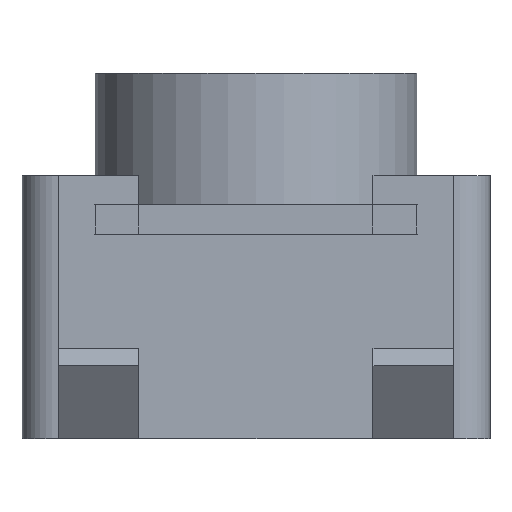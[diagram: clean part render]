
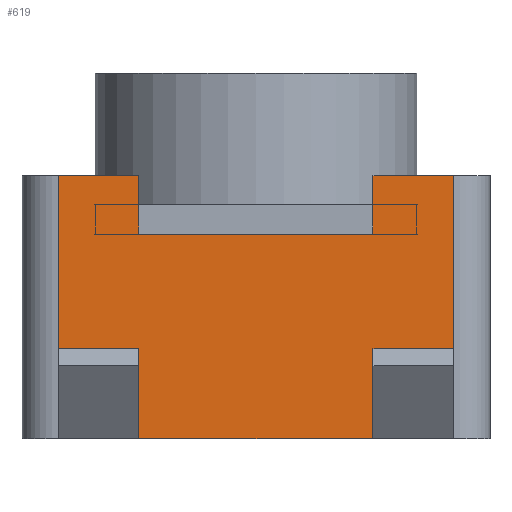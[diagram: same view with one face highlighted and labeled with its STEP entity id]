
A CAD part, left-side view. The second image highlights one B-rep face of the part: STEP entity #619.
In plain terms, the highlighted planar face has unit normal (-1, 0, 0).
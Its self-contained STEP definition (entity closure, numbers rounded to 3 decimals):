
#96 = VERTEX_POINT('',#97);
#97 = CARTESIAN_POINT('',(-2.1,1.35,0.));
#104 = EDGE_CURVE('',#96,#105,#107,.T.);
#105 = VERTEX_POINT('',#106);
#106 = CARTESIAN_POINT('',(-2.1,-1.35,0.));
#107 = LINE('',#108,#109);
#108 = CARTESIAN_POINT('',(-2.1,1.35,0.));
#109 = VECTOR('',#110,1.);
#110 = DIRECTION('',(0.,-1.,0.));
#191 = VERTEX_POINT('',#192);
#192 = CARTESIAN_POINT('',(-2.1,-0.8,1.4));
#232 = VERTEX_POINT('',#233);
#233 = CARTESIAN_POINT('',(-2.1,0.8,1.4));
#239 = EDGE_CURVE('',#232,#191,#240,.T.);
#240 = LINE('',#241,#242);
#241 = CARTESIAN_POINT('',(-2.1,1.35,1.4));
#242 = VECTOR('',#243,1.);
#243 = DIRECTION('',(0.,-1.,0.));
#289 = EDGE_CURVE('',#191,#290,#292,.T.);
#290 = VERTEX_POINT('',#291);
#291 = CARTESIAN_POINT('',(-2.1,-0.8,1.8));
#292 = LINE('',#293,#294);
#293 = CARTESIAN_POINT('',(-2.1,-0.8,1.4));
#294 = VECTOR('',#295,1.);
#295 = DIRECTION('',(0.,0.,1.));
#314 = VERTEX_POINT('',#315);
#315 = CARTESIAN_POINT('',(-2.1,-1.35,1.8));
#324 = EDGE_CURVE('',#314,#290,#325,.T.);
#325 = LINE('',#326,#327);
#326 = CARTESIAN_POINT('',(-2.1,-1.35,1.8));
#327 = VECTOR('',#328,1.);
#328 = DIRECTION('',(0.,1.,0.));
#347 = VERTEX_POINT('',#348);
#348 = CARTESIAN_POINT('',(-2.1,0.8,1.8));
#354 = EDGE_CURVE('',#232,#347,#355,.T.);
#355 = LINE('',#356,#357);
#356 = CARTESIAN_POINT('',(-2.1,0.8,1.4));
#357 = VECTOR('',#358,1.);
#358 = DIRECTION('',(0.,0.,1.));
#556 = VERTEX_POINT('',#557);
#557 = CARTESIAN_POINT('',(-2.1,1.35,1.8));
#564 = EDGE_CURVE('',#347,#556,#565,.T.);
#565 = LINE('',#566,#567);
#566 = CARTESIAN_POINT('',(-2.1,0.8,1.8));
#567 = VECTOR('',#568,1.);
#568 = DIRECTION('',(0.,1.,0.));
#619 = ADVANCED_FACE('',(#620),#640,.T.);
#620 = FACE_BOUND('',#621,.T.);
#621 = EDGE_LOOP('',(#622,#623,#629,#630,#631,#632,#633,#634));
#622 = ORIENTED_EDGE('',*,*,#104,.T.);
#623 = ORIENTED_EDGE('',*,*,#624,.T.);
#624 = EDGE_CURVE('',#105,#314,#625,.T.);
#625 = LINE('',#626,#627);
#626 = CARTESIAN_POINT('',(-2.1,-1.35,0.));
#627 = VECTOR('',#628,1.);
#628 = DIRECTION('',(0.,0.,1.));
#629 = ORIENTED_EDGE('',*,*,#324,.T.);
#630 = ORIENTED_EDGE('',*,*,#289,.F.);
#631 = ORIENTED_EDGE('',*,*,#239,.F.);
#632 = ORIENTED_EDGE('',*,*,#354,.T.);
#633 = ORIENTED_EDGE('',*,*,#564,.T.);
#634 = ORIENTED_EDGE('',*,*,#635,.F.);
#635 = EDGE_CURVE('',#96,#556,#636,.T.);
#636 = LINE('',#637,#638);
#637 = CARTESIAN_POINT('',(-2.1,1.35,1.4));
#638 = VECTOR('',#639,1.);
#639 = DIRECTION('',(0.,0.,1.));
#640 = PLANE('',#641);
#641 = AXIS2_PLACEMENT_3D('',#642,#643,#644);
#642 = CARTESIAN_POINT('',(-2.1,0.,0.892));
#643 = DIRECTION('',(-1.,0.,0.));
#644 = DIRECTION('',(0.,0.,-1.));
